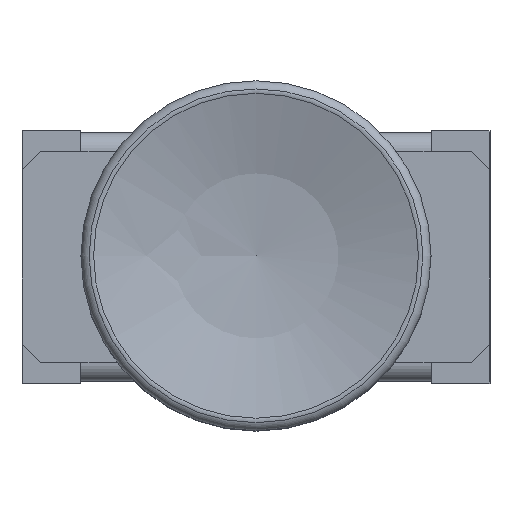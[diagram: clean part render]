
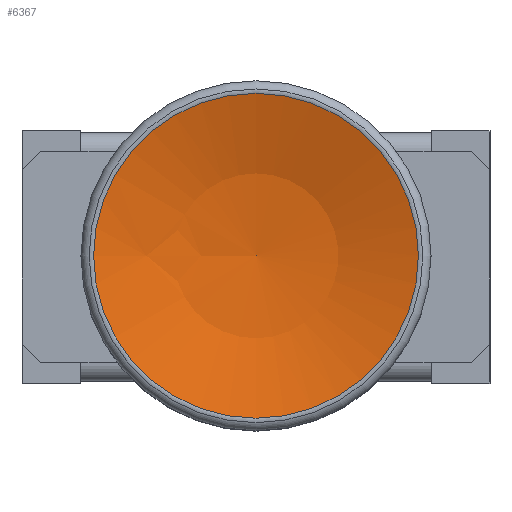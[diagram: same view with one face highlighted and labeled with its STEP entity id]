
A CAD part, top view. The second image highlights one B-rep face of the part: STEP entity #6367.
In plain terms, the highlighted spherical face has radius 12.85 mm.
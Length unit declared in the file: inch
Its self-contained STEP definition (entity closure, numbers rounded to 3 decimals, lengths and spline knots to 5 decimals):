
#1668=SPHERICAL_SURFACE('',#6774,0.50591);
#1690=FACE_OUTER_BOUND('',#2056,.T.);
#2056=EDGE_LOOP('',(#4424,#4425,#4426));
#2591=CIRCLE('',#6773,0.17352);
#2592=CIRCLE('',#6775,0.50591);
#2810=VERTEX_POINT('',#9181);
#2811=VERTEX_POINT('',#9185);
#3438=EDGE_CURVE('',#2810,#2810,#2591,.T.);
#3439=EDGE_CURVE('',#2810,#2811,#2592,.T.);
#4424=ORIENTED_EDGE('',*,*,#3438,.F.);
#4425=ORIENTED_EDGE('',*,*,#3439,.T.);
#4426=ORIENTED_EDGE('',*,*,#3439,.F.);
#6367=ADVANCED_FACE('',(#1690),#1668,.F.);
#6773=AXIS2_PLACEMENT_3D('',#9183,#7321,#7322);
#6774=AXIS2_PLACEMENT_3D('',#9184,#7323,#7324);
#6775=AXIS2_PLACEMENT_3D('',#9186,#7325,#7326);
#7321=DIRECTION('center_axis',(0.,0.,
-1.));
#7322=DIRECTION('ref_axis',(-1.,0.,0.));
#7323=DIRECTION('center_axis',(0.,0.,
-1.));
#7324=DIRECTION('ref_axis',(1.,0.,0.));
#7325=DIRECTION('center_axis',(0.,-1.,0.));
#7326=DIRECTION('ref_axis',(-1.,0.,0.));
#9181=CARTESIAN_POINT('',(-0.17352,0.,1.10135));
#9183=CARTESIAN_POINT('Origin',(0.,0.,
1.10135));
#9184=CARTESIAN_POINT('Origin',(0.,0.,
1.57657));
#9185=CARTESIAN_POINT('',(0.,0.,1.07066));
#9186=CARTESIAN_POINT('Origin',(0.,0.,
1.57657));
